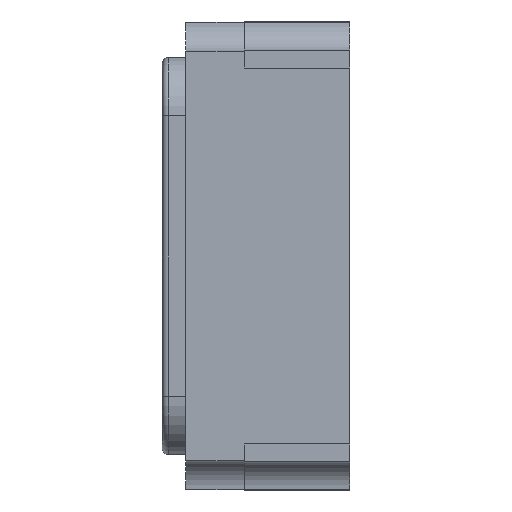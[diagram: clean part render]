
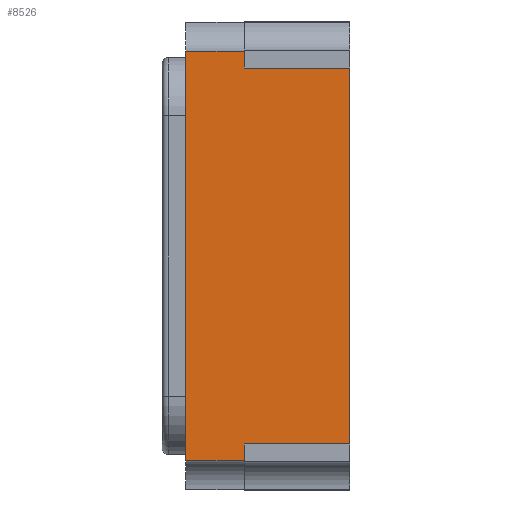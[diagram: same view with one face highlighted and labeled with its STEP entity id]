
A CAD part, left-side view. The second image highlights one B-rep face of the part: STEP entity #8526.
In plain terms, the highlighted planar face has unit normal (-1, 0, 0).
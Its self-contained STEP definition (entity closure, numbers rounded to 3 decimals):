
#214 = VECTOR ( 'NONE', #3089, 1000. ) ;
#229 = DIRECTION ( 'NONE',  ( 0., 0., -1. ) ) ;
#506 = DIRECTION ( 'NONE',  ( 0., 1., 0. ) ) ;
#543 = CARTESIAN_POINT ( 'NONE',  ( -1.25, -0.001, 0.875 ) ) ;
#963 = ORIENTED_EDGE ( 'NONE', *, *, #11847, .T. ) ;
#1165 = DIRECTION ( 'NONE',  ( 0., 1., 0. ) ) ;
#1247 = PLANE ( 'NONE',  #10072 ) ;
#1351 = EDGE_CURVE ( 'NONE', #10905, #9601, #9280, .T. ) ;
#1418 = CARTESIAN_POINT ( 'NONE',  ( -1.25, 0.45, 1. ) ) ;
#1502 = LINE ( 'NONE', #10325, #6246 ) ;
#2119 = LINE ( 'NONE', #8548, #3711 ) ;
#2276 = EDGE_CURVE ( 'NONE', #4188, #2860, #5731, .T. ) ;
#2505 = ORIENTED_EDGE ( 'NONE', *, *, #3286, .F. ) ;
#2860 = VERTEX_POINT ( 'NONE', #10155 ) ;
#3089 = DIRECTION ( 'NONE',  ( 0., 0., 1. ) ) ;
#3202 = DIRECTION ( 'NONE',  ( 1., 0., 0. ) ) ;
#3286 = EDGE_CURVE ( 'NONE', #6437, #9601, #8810, .T. ) ;
#3711 = VECTOR ( 'NONE', #1165, 1000. ) ;
#3724 = EDGE_CURVE ( 'NONE', #12045, #6264, #9838, .T. ) ;
#4016 = CARTESIAN_POINT ( 'NONE',  ( -1.25, 0.7, 1. ) ) ;
#4110 = ORIENTED_EDGE ( 'NONE', *, *, #8656, .F. ) ;
#4188 = VERTEX_POINT ( 'NONE', #10012 ) ;
#4697 = CARTESIAN_POINT ( 'NONE',  ( -1.25, 0.7, -0.875 ) ) ;
#4776 = CARTESIAN_POINT ( 'NONE',  ( -1.25, 0.45, 0.875 ) ) ;
#5183 = DIRECTION ( 'NONE',  ( 0., 0., 1. ) ) ;
#5277 = VERTEX_POINT ( 'NONE', #7474 ) ;
#5447 = DIRECTION ( 'NONE',  ( 0., 1., 0. ) ) ;
#5731 = LINE ( 'NONE', #9566, #214 ) ;
#5871 = DIRECTION ( 'NONE',  ( 0., 0., 1. ) ) ;
#5905 = DIRECTION ( 'NONE',  ( 0., 0., -1. ) ) ;
#5965 = FACE_OUTER_BOUND ( 'NONE', #7848, .T. ) ;
#6246 = VECTOR ( 'NONE', #506, 1000. ) ;
#6264 = VERTEX_POINT ( 'NONE', #11589 ) ;
#6437 = VERTEX_POINT ( 'NONE', #4697 ) ;
#6813 = EDGE_CURVE ( 'NONE', #2860, #12045, #11990, .T. ) ;
#6843 = ORIENTED_EDGE ( 'NONE', *, *, #1351, .T. ) ;
#7017 = CARTESIAN_POINT ( 'NONE',  ( -1.25, 0., 1. ) ) ;
#7251 = CARTESIAN_POINT ( 'NONE',  ( -1.25, 0.7, 0.875 ) ) ;
#7474 = CARTESIAN_POINT ( 'NONE',  ( -1.25, 0.45, 0.804 ) ) ;
#7848 = EDGE_LOOP ( 'NONE', ( #9563, #10923, #11447, #963, #10091, #6843, #2505, #4110 ) ) ;
#8526 = ADVANCED_FACE ( 'NONE', ( #5965 ), #1247, .F. ) ;
#8548 = CARTESIAN_POINT ( 'NONE',  ( -1.25, 0.45, 0.804 ) ) ;
#8656 = EDGE_CURVE ( 'NONE', #4188, #6437, #1502, .T. ) ;
#8794 = CARTESIAN_POINT ( 'NONE',  ( -1.25, 0.7, 1. ) ) ;
#8810 = LINE ( 'NONE', #4016, #11959 ) ;
#9110 = LINE ( 'NONE', #1418, #11174 ) ;
#9280 = LINE ( 'NONE', #543, #11966 ) ;
#9563 = ORIENTED_EDGE ( 'NONE', *, *, #2276, .T. ) ;
#9566 = CARTESIAN_POINT ( 'NONE',  ( -1.25, 0.45, 1. ) ) ;
#9601 = VERTEX_POINT ( 'NONE', #7251 ) ;
#9838 = LINE ( 'NONE', #7017, #10339 ) ;
#10012 = CARTESIAN_POINT ( 'NONE',  ( -1.25, 0.45, -0.875 ) ) ;
#10072 = AXIS2_PLACEMENT_3D ( 'NONE', #8794, #3202, #5905 ) ;
#10091 = ORIENTED_EDGE ( 'NONE', *, *, #11324, .F. ) ;
#10130 = CARTESIAN_POINT ( 'NONE',  ( -1.25, 0., -0.804 ) ) ;
#10155 = CARTESIAN_POINT ( 'NONE',  ( -1.25, 0.45, -0.804 ) ) ;
#10325 = CARTESIAN_POINT ( 'NONE',  ( -1.25, -0.001, -0.875 ) ) ;
#10339 = VECTOR ( 'NONE', #5871, 1000. ) ;
#10785 = CARTESIAN_POINT ( 'NONE',  ( -1.25, 0.45, -0.804 ) ) ;
#10905 = VERTEX_POINT ( 'NONE', #4776 ) ;
#10923 = ORIENTED_EDGE ( 'NONE', *, *, #6813, .T. ) ;
#11026 = DIRECTION ( 'NONE',  ( 0., -1., 0. ) ) ;
#11174 = VECTOR ( 'NONE', #229, 1000. ) ;
#11324 = EDGE_CURVE ( 'NONE', #10905, #5277, #9110, .T. ) ;
#11447 = ORIENTED_EDGE ( 'NONE', *, *, #3724, .T. ) ;
#11589 = CARTESIAN_POINT ( 'NONE',  ( -1.25, 0., 0.804 ) ) ;
#11847 = EDGE_CURVE ( 'NONE', #6264, #5277, #2119, .T. ) ;
#11897 = VECTOR ( 'NONE', #11026, 1000. ) ;
#11959 = VECTOR ( 'NONE', #5183, 1000. ) ;
#11966 = VECTOR ( 'NONE', #5447, 1000. ) ;
#11990 = LINE ( 'NONE', #10785, #11897 ) ;
#12045 = VERTEX_POINT ( 'NONE', #10130 ) ;
